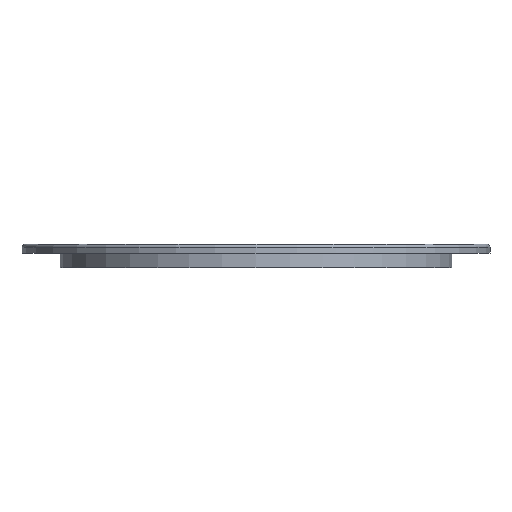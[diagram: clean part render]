
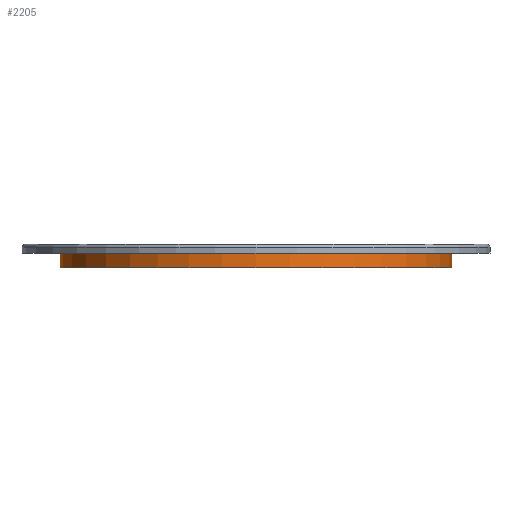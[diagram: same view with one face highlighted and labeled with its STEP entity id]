
A CAD part, front view. The second image highlights one B-rep face of the part: STEP entity #2205.
In plain terms, the highlighted cylindrical face has radius 67 mm (diameter 134 mm), a full revolution.
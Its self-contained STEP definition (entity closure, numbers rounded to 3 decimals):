
#1717 = EDGE_CURVE('',#1718,#1718,#1720,.T.);
#1718 = VERTEX_POINT('',#1719);
#1719 = CARTESIAN_POINT('',(67.,0.,0.));
#1720 = CIRCLE('',#1721,67.);
#1721 = AXIS2_PLACEMENT_3D('',#1722,#1723,#1724);
#1722 = CARTESIAN_POINT('',(0.,0.,0.));
#1723 = DIRECTION('',(0.,0.,-1.));
#1724 = DIRECTION('',(1.,0.,0.));
#2192 = EDGE_CURVE('',#2193,#2193,#2195,.T.);
#2193 = VERTEX_POINT('',#2194);
#2194 = CARTESIAN_POINT('',(67.,0.,5.));
#2195 = CIRCLE('',#2196,67.);
#2196 = AXIS2_PLACEMENT_3D('',#2197,#2198,#2199);
#2197 = CARTESIAN_POINT('',(0.,0.,5.));
#2198 = DIRECTION('',(0.,0.,-1.));
#2199 = DIRECTION('',(1.,0.,0.));
#2205 = ADVANCED_FACE('',(#2206),#2217,.T.);
#2206 = FACE_BOUND('',#2207,.T.);
#2207 = EDGE_LOOP('',(#2208,#2214,#2215,#2216));
#2208 = ORIENTED_EDGE('',*,*,#2209,.T.);
#2209 = EDGE_CURVE('',#1718,#2193,#2210,.T.);
#2210 = LINE('',#2211,#2212);
#2211 = CARTESIAN_POINT('',(67.,0.,0.));
#2212 = VECTOR('',#2213,1.);
#2213 = DIRECTION('',(0.,0.,1.));
#2214 = ORIENTED_EDGE('',*,*,#2192,.T.);
#2215 = ORIENTED_EDGE('',*,*,#2209,.F.);
#2216 = ORIENTED_EDGE('',*,*,#1717,.F.);
#2217 = CYLINDRICAL_SURFACE('',#2218,67.);
#2218 = AXIS2_PLACEMENT_3D('',#2219,#2220,#2221);
#2219 = CARTESIAN_POINT('',(0.,0.,0.));
#2220 = DIRECTION('',(0.,0.,-1.));
#2221 = DIRECTION('',(1.,0.,0.));
